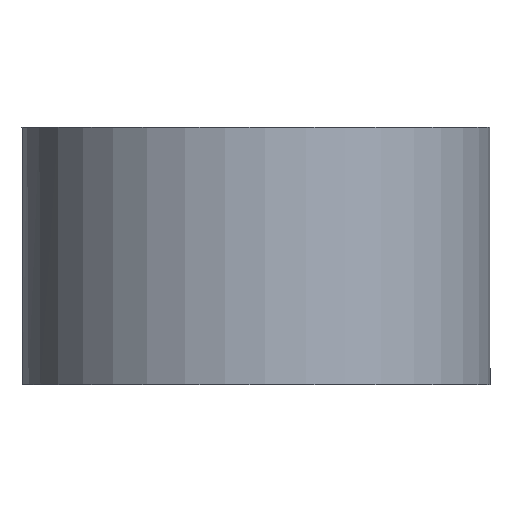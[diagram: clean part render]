
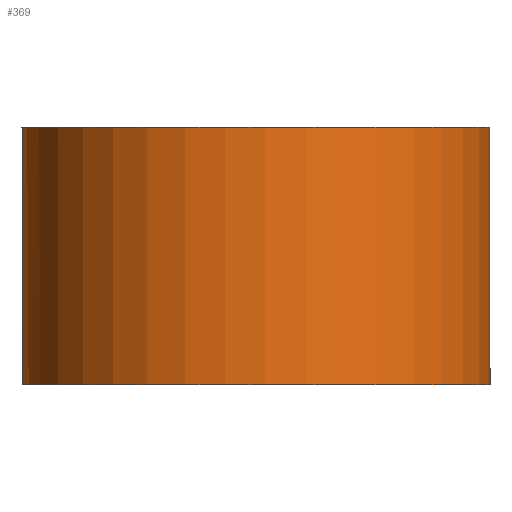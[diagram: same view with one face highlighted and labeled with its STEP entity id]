
A CAD part, left-side view. The second image highlights one B-rep face of the part: STEP entity #369.
In plain terms, the highlighted cylindrical face has radius 3.55 mm (diameter 7.1 mm), a full revolution.
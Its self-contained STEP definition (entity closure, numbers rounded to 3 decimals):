
#24=LINE('',#618,#42);
#26=LINE('',#622,#44);
#27=LINE('',#625,#45);
#42=VECTOR('',#494,10.);
#44=VECTOR('',#498,10.);
#45=VECTOR('',#503,3.55);
#56=CYLINDRICAL_SURFACE('',#416,3.55);
#87=FACE_OUTER_BOUND('',#113,.T.);
#113=EDGE_LOOP('',(#282,#283,#284,#285,#286,#287,#288,#289,#290));
#134=CIRCLE('',#398,3.55);
#135=CIRCLE('',#399,3.55);
#139=CIRCLE('',#405,3.55);
#140=CIRCLE('',#406,3.55);
#148=CIRCLE('',#417,3.55);
#167=VERTEX_POINT('',#578);
#168=VERTEX_POINT('',#579);
#174=VERTEX_POINT('',#594);
#175=VERTEX_POINT('',#596);
#176=VERTEX_POINT('',#598);
#184=VERTEX_POINT('',#616);
#185=VERTEX_POINT('',#620);
#204=EDGE_CURVE('',#167,#168,#134,.T.);
#205=EDGE_CURVE('',#168,#167,#135,.T.);
#212=EDGE_CURVE('',#174,#175,#139,.T.);
#213=EDGE_CURVE('',#175,#176,#140,.T.);
#223=EDGE_CURVE('',#174,#184,#24,.T.);
#225=EDGE_CURVE('',#176,#185,#26,.T.);
#226=EDGE_CURVE('',#184,#185,#148,.T.);
#227=EDGE_CURVE('',#175,#168,#27,.T.);
#282=ORIENTED_EDGE('',*,*,#226,.T.);
#283=ORIENTED_EDGE('',*,*,#225,.F.);
#284=ORIENTED_EDGE('',*,*,#213,.F.);
#285=ORIENTED_EDGE('',*,*,#227,.T.);
#286=ORIENTED_EDGE('',*,*,#204,.F.);
#287=ORIENTED_EDGE('',*,*,#205,.F.);
#288=ORIENTED_EDGE('',*,*,#227,.F.);
#289=ORIENTED_EDGE('',*,*,#212,.F.);
#290=ORIENTED_EDGE('',*,*,#223,.T.);
#369=ADVANCED_FACE('',(#87),#56,.T.);
#398=AXIS2_PLACEMENT_3D('',#580,#455,#456);
#399=AXIS2_PLACEMENT_3D('',#581,#457,#458);
#405=AXIS2_PLACEMENT_3D('',#597,#472,#473);
#406=AXIS2_PLACEMENT_3D('',#599,#474,#475);
#416=AXIS2_PLACEMENT_3D('',#623,#499,#500);
#417=AXIS2_PLACEMENT_3D('',#624,#501,#502);
#455=DIRECTION('center_axis',(0.,0.,1.));
#456=DIRECTION('ref_axis',(1.,0.,0.));
#457=DIRECTION('center_axis',(0.,0.,1.));
#458=DIRECTION('ref_axis',(1.,0.,0.));
#472=DIRECTION('center_axis',(0.,0.,-1.));
#473=DIRECTION('ref_axis',(0.534,-0.846,0.));
#474=DIRECTION('center_axis',(0.,0.,-1.));
#475=DIRECTION('ref_axis',(0.534,-0.846,0.));
#494=DIRECTION('',(0.,0.,1.));
#498=DIRECTION('',(0.,0.,1.));
#499=DIRECTION('center_axis',(0.,0.,1.));
#500=DIRECTION('ref_axis',(0.534,-0.846,0.));
#501=DIRECTION('center_axis',(0.,0.,1.));
#502=DIRECTION('ref_axis',(1.,0.,0.));
#503=DIRECTION('',(0.,0.,1.));
#578=CARTESIAN_POINT('',(1.896,-3.002,4.3));
#579=CARTESIAN_POINT('',(-1.896,3.002,4.3));
#580=CARTESIAN_POINT('Origin',(0.,0.,
4.3));
#581=CARTESIAN_POINT('Origin',(0.,0.,
4.3));
#594=CARTESIAN_POINT('',(1.896,-3.002,0.4));
#596=CARTESIAN_POINT('',(-1.896,3.002,0.4));
#597=CARTESIAN_POINT('Origin',(0.,0.,0.4));
#598=CARTESIAN_POINT('',(1.898,3.,0.4));
#599=CARTESIAN_POINT('Origin',(0.,0.,0.4));
#616=CARTESIAN_POINT('',(1.896,-3.002,2.));
#618=CARTESIAN_POINT('',(1.896,-3.002,0.4));
#620=CARTESIAN_POINT('',(1.898,3.,2.));
#622=CARTESIAN_POINT('',(1.898,3.,0.4));
#623=CARTESIAN_POINT('Origin',(0.,0.,0.4));
#624=CARTESIAN_POINT('Origin',(0.,0.,
2.));
#625=CARTESIAN_POINT('',(-1.896,3.002,0.4));
